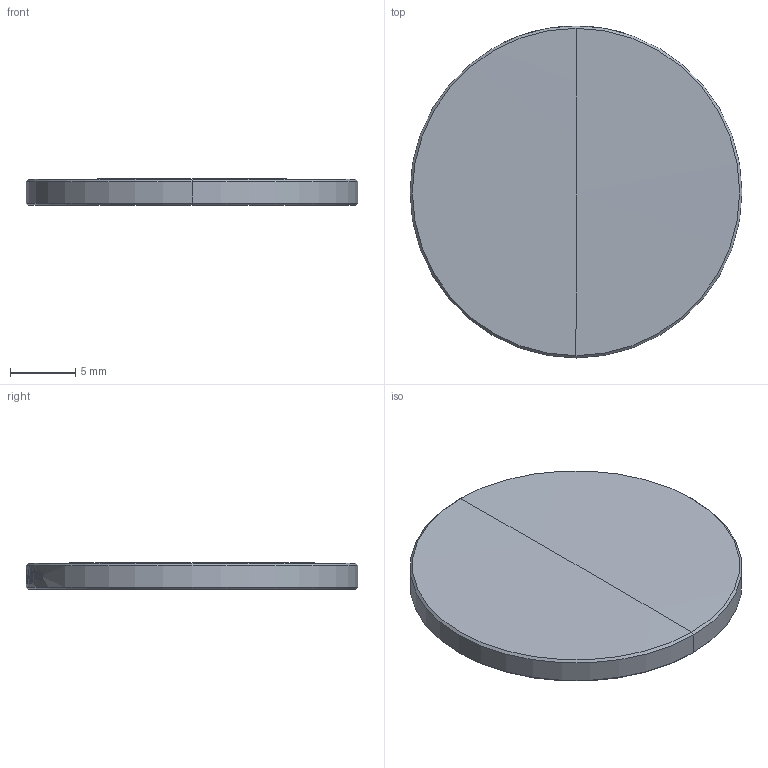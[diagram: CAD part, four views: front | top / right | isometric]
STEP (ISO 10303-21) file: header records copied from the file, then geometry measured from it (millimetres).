
FILE_DESCRIPTION (( 'STEP AP203' ), '1' );
FILE_NAME ('TTN195779-E0W.STEP', '2020-03-16T23:16:45', ( '' ), ( '' ), 'SwSTEP 2.0', 'SolidWorks 2018', '' );
FILE_SCHEMA (( 'CONFIG_CONTROL_DESIGN' ));
Length unit declared in the file: inch
Products named in the file (1): TTN195779-E0W
Bounding box: 25.4 x 25.4 x 2.06 mm (x, y, z)
Volume: 1025.6 mm3; surface area: 1156.4 mm2
Topology: 1 solids, 1 shells, 29 faces, 192 edges, 182 vertices
Faces by surface type: cylinder 22, cone 4, sphere 2, plane 1
Entity records: 2765 total; most frequent: CARTESIAN_POINT 1317, ORIENTED_EDGE 384, EDGE_CURVE 192, VERTEX_POINT 182, DIRECTION 168, B_SPLINE_CURVE_WITH_KNOTS 125, AXIS2_PLACEMENT_3D 71, EDGE_LOOP 46
